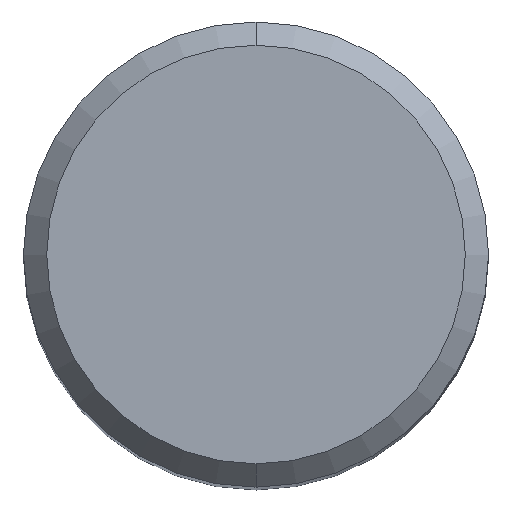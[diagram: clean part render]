
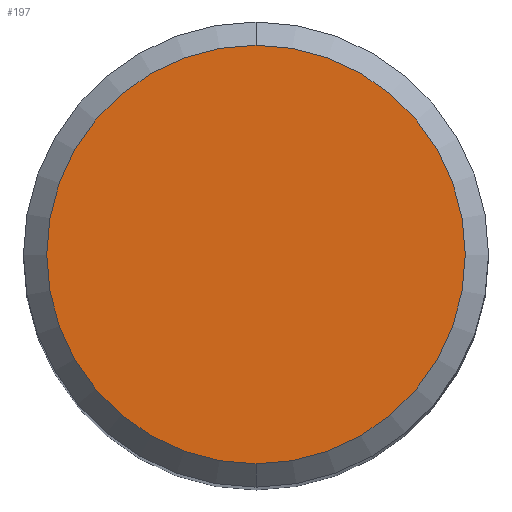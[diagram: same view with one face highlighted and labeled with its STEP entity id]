
A CAD part, top view. The second image highlights one B-rep face of the part: STEP entity #197.
In plain terms, the highlighted planar face has unit normal (0, 0, 1).
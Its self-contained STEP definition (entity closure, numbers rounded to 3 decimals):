
#119=EDGE_CURVE('',#181,#183,#271,.T.);
#139=EDGE_CURVE('',#183,#181,#293,.T.);
#181=VERTEX_POINT('',#343);
#183=VERTEX_POINT('',#345);
#197=ADVANCED_FACE('',(#359),#360,.T.);
#271=CIRCLE('',#438,5.4);
#293=CIRCLE('',#463,5.4);
#343=CARTESIAN_POINT('',(0.0,5.4,0.0));
#345=CARTESIAN_POINT('',(0.,-5.4,0.0));
#359=FACE_OUTER_BOUND('',#546,.T.);
#360=PLANE('',#547);
#438=AXIS2_PLACEMENT_3D('',#622,#623,#624);
#463=AXIS2_PLACEMENT_3D('',#655,#656,#657);
#546=EDGE_LOOP('',(#736,#737));
#547=AXIS2_PLACEMENT_3D('',#738,#739,#740);
#622=CARTESIAN_POINT('',(0.0,0.0,0.0));
#623=DIRECTION('',(0.0,0.0,-1.0));
#624=DIRECTION('',(0.0,1.0,0.0));
#655=CARTESIAN_POINT('',(0.0,0.0,0.0));
#656=DIRECTION('',(0.0,0.0,-1.0));
#657=DIRECTION('',(0.0,1.0,0.0));
#736=ORIENTED_EDGE('',*,*,#119,.F.);
#737=ORIENTED_EDGE('',*,*,#139,.F.);
#738=CARTESIAN_POINT('',(0.0,2.7,0.0));
#739=DIRECTION('',(-0.0,0.0,1.0));
#740=DIRECTION('',(0.0,-1.0,0.0));
